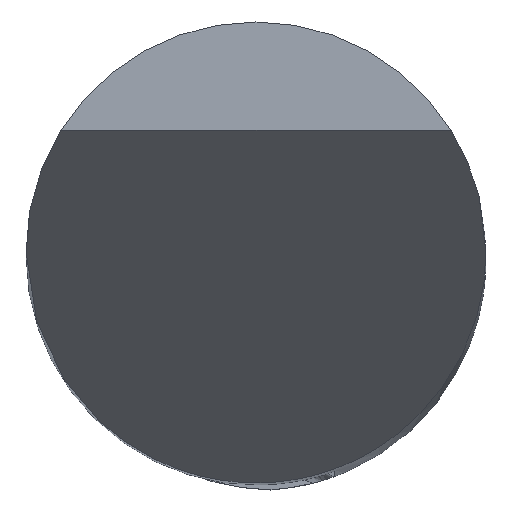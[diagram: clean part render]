
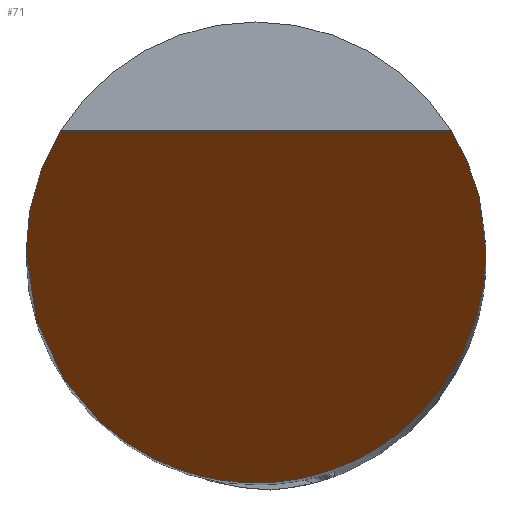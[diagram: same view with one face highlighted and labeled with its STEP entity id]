
A CAD part, top view. The second image highlights one B-rep face of the part: STEP entity #71.
In plain terms, the highlighted planar face has unit normal (0, -0.866, 0.5).
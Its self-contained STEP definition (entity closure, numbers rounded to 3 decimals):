
#71=ADVANCED_FACE('',(#115),#91,.F.);
#91=PLANE('',#540);
#115=FACE_OUTER_BOUND('',#141,.T.);
#141=EDGE_LOOP('',(#243,#244,#245,#246));
#155=(
BOUNDED_CURVE()
B_SPLINE_CURVE(3,(#736,#737,#738,#739),.UNSPECIFIED.,.F.,.F.)
B_SPLINE_CURVE_WITH_KNOTS((4,4),(0.,1.),.UNSPECIFIED.)
CURVE()
GEOMETRIC_REPRESENTATION_ITEM()
RATIONAL_B_SPLINE_CURVE((1.,0.974,0.974,1.))
REPRESENTATION_ITEM('')
);
#156=(
BOUNDED_CURVE()
B_SPLINE_CURVE(3,(#743,#744,#745,#746),.UNSPECIFIED.,.F.,.F.)
B_SPLINE_CURVE_WITH_KNOTS((4,4),(0.,1.),.UNSPECIFIED.)
CURVE()
GEOMETRIC_REPRESENTATION_ITEM()
RATIONAL_B_SPLINE_CURVE((1.,0.974,0.974,1.))
REPRESENTATION_ITEM('')
);
#159=(
BOUNDED_CURVE()
B_SPLINE_CURVE(3,(#772,#773,#774,#775),.UNSPECIFIED.,.F.,.F.)
B_SPLINE_CURVE_WITH_KNOTS((4,4),(0.,1.),.UNSPECIFIED.)
CURVE()
GEOMETRIC_REPRESENTATION_ITEM()
RATIONAL_B_SPLINE_CURVE((1.,0.333,0.333,1.))
REPRESENTATION_ITEM('')
);
#243=ORIENTED_EDGE('',*,*,#389,.T.);
#244=ORIENTED_EDGE('',*,*,#352,.T.);
#245=ORIENTED_EDGE('',*,*,#361,.T.);
#246=ORIENTED_EDGE('',*,*,#354,.T.);
#307=VERTEX_POINT('',#735);
#308=VERTEX_POINT('',#740);
#309=VERTEX_POINT('',#742);
#310=VERTEX_POINT('',#747);
#352=EDGE_CURVE('',#308,#307,#155,.T.);
#354=EDGE_CURVE('',#310,#309,#156,.T.);
#361=EDGE_CURVE('',#307,#310,#159,.T.);
#389=EDGE_CURVE('',#309,#308,#428,.T.);
#428=LINE('',#921,#463);
#463=VECTOR('',#616,1.);
#540=AXIS2_PLACEMENT_3D('',#923,#619,#620);
#616=DIRECTION('',(-1.,0.,0.));
#619=DIRECTION('',(0.,0.866,-0.5));
#620=DIRECTION('',(0.,0.5,0.866));
#735=CARTESIAN_POINT('',(-3.,0.,0.));
#736=CARTESIAN_POINT('',(-2.545,1.588,2.75));
#737=CARTESIAN_POINT('',(-2.844,1.108,1.92));
#738=CARTESIAN_POINT('',(-3.,0.565,0.979));
#739=CARTESIAN_POINT('',(-3.,0.,0.));
#740=CARTESIAN_POINT('',(-2.545,1.588,2.75));
#742=CARTESIAN_POINT('',(2.545,1.588,2.75));
#743=CARTESIAN_POINT('',(3.,0.,0.));
#744=CARTESIAN_POINT('',(3.,0.565,0.979));
#745=CARTESIAN_POINT('',(2.844,1.108,1.92));
#746=CARTESIAN_POINT('',(2.545,1.588,2.75));
#747=CARTESIAN_POINT('',(3.,0.,0.));
#772=CARTESIAN_POINT('',(-3.,0.,0.));
#773=CARTESIAN_POINT('',(-3.,-6.,-10.392));
#774=CARTESIAN_POINT('',(3.,-6.,-10.392));
#775=CARTESIAN_POINT('',(3.,0.,0.));
#921=CARTESIAN_POINT('',(0.,1.588,2.75));
#923=CARTESIAN_POINT('',(3.,-3.,-5.196));
